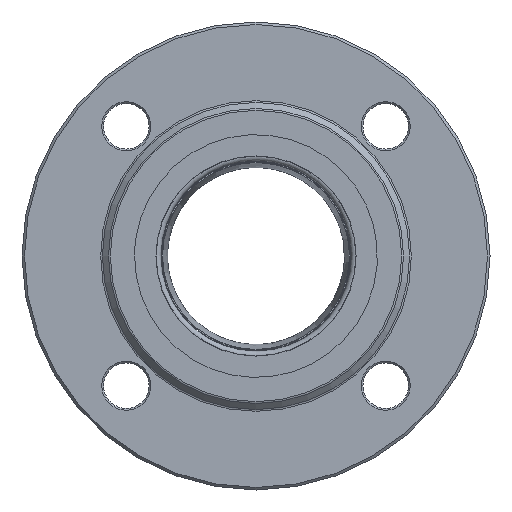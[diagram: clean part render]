
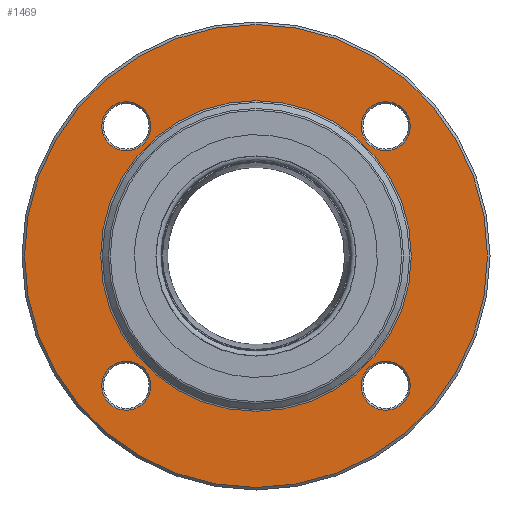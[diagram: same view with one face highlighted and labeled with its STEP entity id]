
A CAD part, left-side view. The second image highlights one B-rep face of the part: STEP entity #1469.
In plain terms, the highlighted planar face has unit normal (-1, 0, 0).
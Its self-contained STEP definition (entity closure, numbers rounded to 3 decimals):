
#1362=CARTESIAN_POINT('',(-66.5,-0.,0.));
#1363=DIRECTION('',(1.,0.,0.));
#1364=DIRECTION('',(0.,0.,-1.));
#1365=AXIS2_PLACEMENT_3D('',#1362,#1363,#1364);
#1366=PLANE('',#1365);
#1367=CARTESIAN_POINT('',(-66.5,51.265,-60.965));
#1368=VERTEX_POINT('',#1367);
#1369=CARTESIAN_POINT('',(-66.5,51.265,-41.565));
#1370=VERTEX_POINT('',#1369);
#1371=CARTESIAN_POINT('',(-66.5,51.265,-51.265));
#1372=DIRECTION('',(1.,0.,0.));
#1373=DIRECTION('',(0.,0.,-1.));
#1374=AXIS2_PLACEMENT_3D('',#1371,#1372,#1373);
#1375=CIRCLE('',#1374,9.7);
#1376=EDGE_CURVE('',#1368,#1370,#1375,.T.);
#1377=ORIENTED_EDGE('',*,*,#1376,.T.);
#1378=CARTESIAN_POINT('',(-66.5,51.265,-51.265));
#1379=DIRECTION('',(1.,0.,0.));
#1380=DIRECTION('',(0.,0.,-1.));
#1381=AXIS2_PLACEMENT_3D('',#1378,#1379,#1380);
#1382=CIRCLE('',#1381,9.7);
#1383=EDGE_CURVE('',#1370,#1368,#1382,.T.);
#1384=ORIENTED_EDGE('',*,*,#1383,.T.);
#1385=EDGE_LOOP('',(#1377,#1384));
#1386=FACE_BOUND('',#1385,.T.);
#1387=CARTESIAN_POINT('',(-66.5,-51.265,41.565));
#1388=VERTEX_POINT('',#1387);
#1389=CARTESIAN_POINT('',(-66.5,-51.265,60.965));
#1390=VERTEX_POINT('',#1389);
#1391=CARTESIAN_POINT('',(-66.5,-51.265,51.265));
#1392=DIRECTION('',(1.,0.,0.));
#1393=DIRECTION('',(0.,0.,-1.));
#1394=AXIS2_PLACEMENT_3D('',#1391,#1392,#1393);
#1395=CIRCLE('',#1394,9.7);
#1396=EDGE_CURVE('',#1388,#1390,#1395,.T.);
#1397=ORIENTED_EDGE('',*,*,#1396,.T.);
#1398=CARTESIAN_POINT('',(-66.5,-51.265,51.265));
#1399=DIRECTION('',(1.,0.,0.));
#1400=DIRECTION('',(0.,0.,-1.));
#1401=AXIS2_PLACEMENT_3D('',#1398,#1399,#1400);
#1402=CIRCLE('',#1401,9.7);
#1403=EDGE_CURVE('',#1390,#1388,#1402,.T.);
#1404=ORIENTED_EDGE('',*,*,#1403,.T.);
#1405=EDGE_LOOP('',(#1397,#1404));
#1406=FACE_BOUND('',#1405,.T.);
#1407=CARTESIAN_POINT('',(-66.5,51.265,41.565));
#1408=VERTEX_POINT('',#1407);
#1409=CARTESIAN_POINT('',(-66.5,51.265,60.965));
#1410=VERTEX_POINT('',#1409);
#1411=CARTESIAN_POINT('',(-66.5,51.265,51.265));
#1412=DIRECTION('',(1.,0.,0.));
#1413=DIRECTION('',(0.,0.,-1.));
#1414=AXIS2_PLACEMENT_3D('',#1411,#1412,#1413);
#1415=CIRCLE('',#1414,9.7);
#1416=EDGE_CURVE('',#1408,#1410,#1415,.T.);
#1417=ORIENTED_EDGE('',*,*,#1416,.T.);
#1418=CARTESIAN_POINT('',(-66.5,51.265,51.265));
#1419=DIRECTION('',(1.,0.,0.));
#1420=DIRECTION('',(0.,0.,-1.));
#1421=AXIS2_PLACEMENT_3D('',#1418,#1419,#1420);
#1422=CIRCLE('',#1421,9.7);
#1423=EDGE_CURVE('',#1410,#1408,#1422,.T.);
#1424=ORIENTED_EDGE('',*,*,#1423,.T.);
#1425=EDGE_LOOP('',(#1417,#1424));
#1426=FACE_BOUND('',#1425,.T.);
#1427=CARTESIAN_POINT('',(-66.5,-51.265,-60.965));
#1428=VERTEX_POINT('',#1427);
#1429=CARTESIAN_POINT('',(-66.5,-51.265,-41.565));
#1430=VERTEX_POINT('',#1429);
#1431=CARTESIAN_POINT('',(-66.5,-51.265,-51.265));
#1432=DIRECTION('',(1.,0.,0.));
#1433=DIRECTION('',(0.,0.,-1.));
#1434=AXIS2_PLACEMENT_3D('',#1431,#1432,#1433);
#1435=CIRCLE('',#1434,9.7);
#1436=EDGE_CURVE('',#1428,#1430,#1435,.T.);
#1437=ORIENTED_EDGE('',*,*,#1436,.T.);
#1438=CARTESIAN_POINT('',(-66.5,-51.265,-51.265));
#1439=DIRECTION('',(1.,0.,0.));
#1440=DIRECTION('',(0.,0.,-1.));
#1441=AXIS2_PLACEMENT_3D('',#1438,#1439,#1440);
#1442=CIRCLE('',#1441,9.7);
#1443=EDGE_CURVE('',#1430,#1428,#1442,.T.);
#1444=ORIENTED_EDGE('',*,*,#1443,.T.);
#1445=EDGE_LOOP('',(#1437,#1444));
#1446=FACE_BOUND('',#1445,.T.);
#1447=CARTESIAN_POINT('',(-66.5,-0.,-91.5));
#1448=VERTEX_POINT('',#1447);
#1449=CARTESIAN_POINT('',(-66.5,-0.,-0.));
#1450=DIRECTION('',(-1.,-0.,-0.));
#1451=DIRECTION('',(0.,0.,-1.));
#1452=AXIS2_PLACEMENT_3D('',#1449,#1450,#1451);
#1453=CIRCLE('',#1452,91.5);
#1454=EDGE_CURVE('',#1448,#1448,#1453,.T.);
#1455=ORIENTED_EDGE('',*,*,#1454,.T.);
#1456=EDGE_LOOP('',(#1455));
#1457=FACE_BOUND('',#1456,.T.);
#1458=CARTESIAN_POINT('',(-66.5,-0.,-61.414));
#1459=VERTEX_POINT('',#1458);
#1460=CARTESIAN_POINT('',(-66.5,-0.,-0.));
#1461=DIRECTION('',(1.,0.,0.));
#1462=DIRECTION('',(0.,0.,-1.));
#1463=AXIS2_PLACEMENT_3D('',#1460,#1461,#1462);
#1464=CIRCLE('',#1463,61.414);
#1465=EDGE_CURVE('',#1459,#1459,#1464,.T.);
#1466=ORIENTED_EDGE('',*,*,#1465,.T.);
#1467=EDGE_LOOP('',(#1466));
#1468=FACE_BOUND('',#1467,.T.);
#1469=ADVANCED_FACE('',(#1386,#1406,#1426,#1446,#1457,#1468),#1366,.F.);
